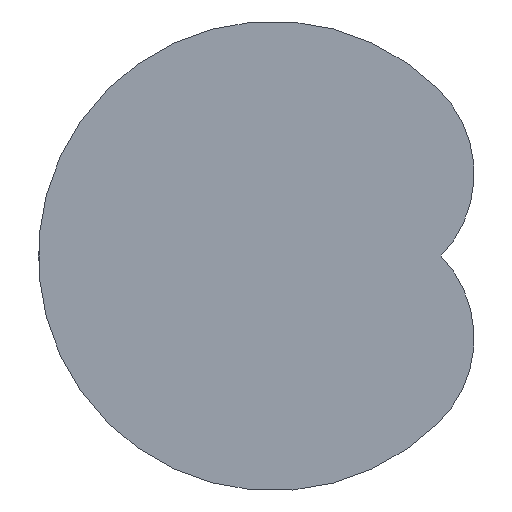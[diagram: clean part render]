
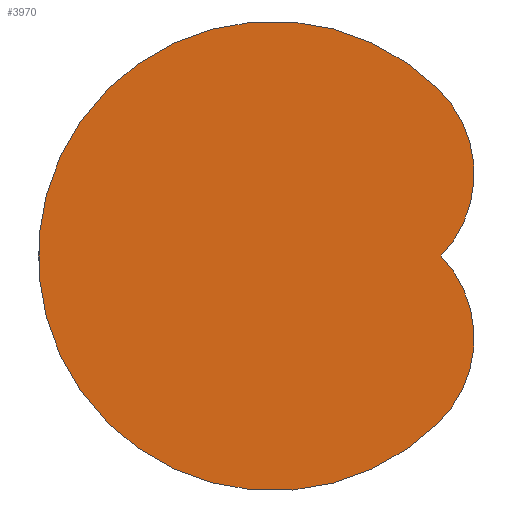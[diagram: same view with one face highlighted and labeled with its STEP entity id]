
A CAD part, front view. The second image highlights one B-rep face of the part: STEP entity #3970.
In plain terms, the highlighted planar face has unit normal (0, -1, 0).
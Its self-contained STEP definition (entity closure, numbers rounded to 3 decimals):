
#3970 = ADVANCED_FACE( '', ( #8672 ), #8673, .F. );
#8672 = FACE_OUTER_BOUND( '', #14061, .T. );
#8673 = PLANE( '', #14062 );
#14061 = EDGE_LOOP( '', ( #24854, #24855, #24856, #24857, #24858 ) );
#14062 = AXIS2_PLACEMENT_3D( '', #24859, #24860, #24861 );
#24854 = ORIENTED_EDGE( '', *, *, #32886, .F. );
#24855 = ORIENTED_EDGE( '', *, *, #32370, .F. );
#24856 = ORIENTED_EDGE( '', *, *, #32887, .F. );
#24857 = ORIENTED_EDGE( '', *, *, #29966, .F. );
#24858 = ORIENTED_EDGE( '', *, *, #32433, .F. );
#24859 = CARTESIAN_POINT( '', ( 0., -62.8, 0. ) );
#24860 = DIRECTION( '', ( 0., 1., 0. ) );
#24861 = DIRECTION( '', ( 0., 0., 1. ) );
#29966 = EDGE_CURVE( '', #35907, #35908, #35909, .T. );
#32370 = EDGE_CURVE( '', #39517, #39518, #39519, .T. );
#32433 = EDGE_CURVE( '', #39595, #35907, #39596, .T. );
#32886 = EDGE_CURVE( '', #39518, #39595, #40166, .T. );
#32887 = EDGE_CURVE( '', #35908, #39517, #40167, .T. );
#35907 = VERTEX_POINT( '', #44681 );
#35908 = VERTEX_POINT( '', #44682 );
#35909 = LINE( '', #44683, #44684 );
#39517 = VERTEX_POINT( '', #50444 );
#39518 = VERTEX_POINT( '', #50445 );
#39519 = CIRCLE( '', #50446, 330.384 );
#39595 = VERTEX_POINT( '', #50612 );
#39596 = CIRCLE( '', #50613, 655.384 );
#40166 = LINE( '', #51460, #51461 );
#40167 = CIRCLE( '', #51462, 330.384 );
#44681 = CARTESIAN_POINT( '', ( 461.806, -62.8, 465.041 ) );
#44682 = CARTESIAN_POINT( '', ( 461.795, -62.8, 465.03 ) );
#44683 = CARTESIAN_POINT( '', ( 461.806, -62.8, 465.041 ) );
#44684 = VECTOR( '', #54383, 1000. );
#50444 = CARTESIAN_POINT( '', ( 468.748, -62.8, 0. ) );
#50445 = CARTESIAN_POINT( '', ( 461.795, -62.8, -465.03 ) );
#50446 = AXIS2_PLACEMENT_3D( '', #57226, #57227, #57228 );
#50612 = CARTESIAN_POINT( '', ( 461.806, -62.8, -465.041 ) );
#50613 = AXIS2_PLACEMENT_3D( '', #57282, #57283, #57284 );
#51460 = CARTESIAN_POINT( '', ( 461.795, -62.8, -465.03 ) );
#51461 = VECTOR( '', #57714, 1000. );
#51462 = AXIS2_PLACEMENT_3D( '', #57715, #57716, #57717 );
#54383 = DIRECTION( '', ( -0.705, 0., -0.71 ) );
#57226 = CARTESIAN_POINT( '', ( 230.61, -62.8, -229.006 ) );
#57227 = DIRECTION( '', ( 0., 1., 0. ) );
#57228 = DIRECTION( '', ( 1., 0., 0. ) );
#57282 = CARTESIAN_POINT( '', ( 0., -62.8, 0. ) );
#57283 = DIRECTION( '', ( 0., 1., 0. ) );
#57284 = DIRECTION( '', ( 1., 0., 0. ) );
#57714 = DIRECTION( '', ( 0.705, 0., -0.71 ) );
#57715 = CARTESIAN_POINT( '', ( 230.61, -62.8, 229.006 ) );
#57716 = DIRECTION( '', ( 0., 1., 0. ) );
#57717 = DIRECTION( '', ( 1., 0., 0. ) );
